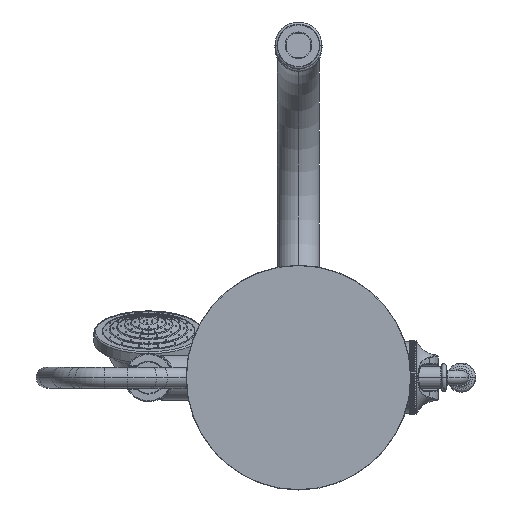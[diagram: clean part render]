
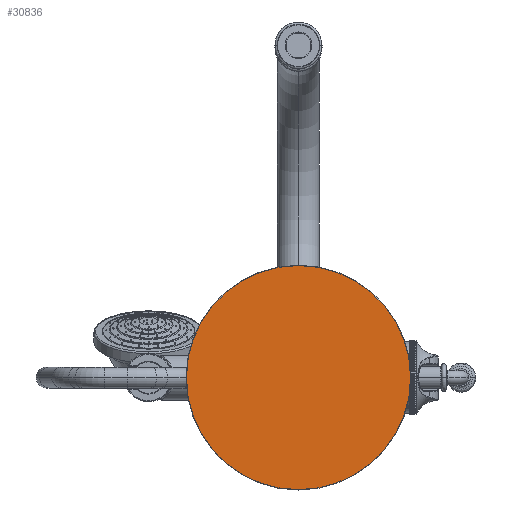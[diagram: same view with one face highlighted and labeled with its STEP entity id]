
A CAD part, front view. The second image highlights one B-rep face of the part: STEP entity #30836.
In plain terms, the highlighted planar face has unit normal (0, -1, 0).
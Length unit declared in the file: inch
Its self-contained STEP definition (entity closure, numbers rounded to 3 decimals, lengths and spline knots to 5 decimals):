
#14874=CARTESIAN_POINT('',(0.,-27.00787,0.));
#14875=DIRECTION('',(0.,1.,0.));
#14876=DIRECTION('',(1.,0.,0.));
#14877=AXIS2_PLACEMENT_3D('',#14874,#14875,#14876);
#14879=CARTESIAN_POINT('',(0.,-27.00787,0.));
#14880=DIRECTION('',(0.,1.,0.));
#14881=DIRECTION('',(-1.,0.,0.));
#14882=AXIS2_PLACEMENT_3D('',#14879,#14880,#14881);
#15613=CARTESIAN_POINT('',(2.94481,-27.00787,0.));
#15614=VERTEX_POINT('',#15613);
#15615=CARTESIAN_POINT('',(-2.94481,-27.00787,0.));
#15616=VERTEX_POINT('',#15615);
#30827=CARTESIAN_POINT('',(0.,-27.00787,0.));
#30828=DIRECTION('',(0.,1.,0.));
#30829=DIRECTION('',(1.,0.,0.));
#30830=AXIS2_PLACEMENT_3D('',#30827,#30828,#30829);
#30831=PLANE('',#30830);
#30832=ORIENTED_EDGE('',*,*,#30808,.T.);
#30833=ORIENTED_EDGE('',*,*,#30819,.T.);
#30834=EDGE_LOOP('',(#30832,#30833));
#30835=FACE_OUTER_BOUND('',#30834,.F.);
#30836=ADVANCED_FACE('',(#30835),#30831,.F.);
#14878=CIRCLE('',#14877,2.94481);
#14883=CIRCLE('',#14882,2.94481);
#30808=EDGE_CURVE('',#15614,#15616,#14878,.T.);
#30819=EDGE_CURVE('',#15616,#15614,#14883,.T.);
